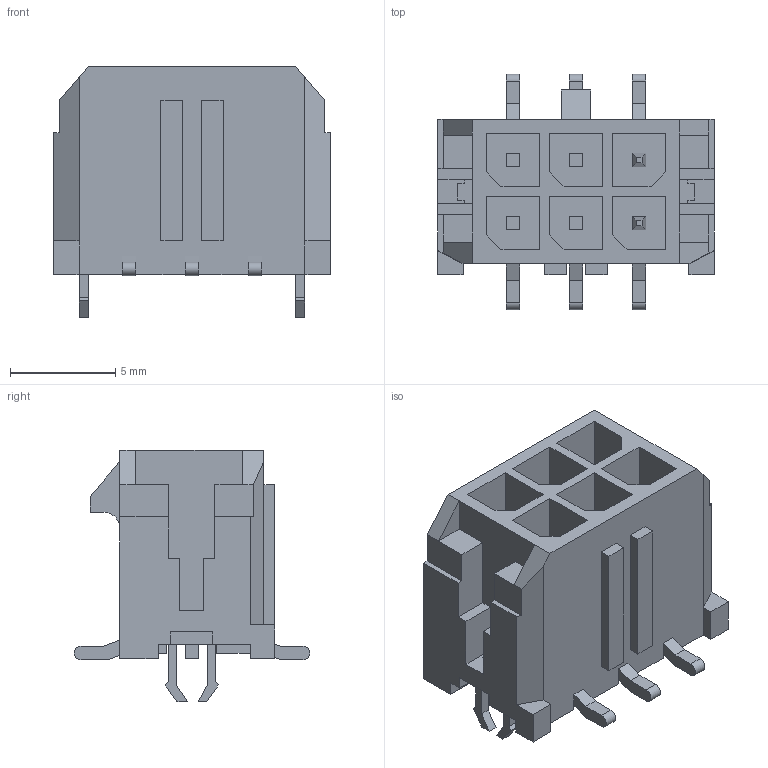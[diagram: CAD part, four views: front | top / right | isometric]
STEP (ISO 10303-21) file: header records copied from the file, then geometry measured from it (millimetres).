
FILE_DESCRIPTION((''),'2;1');
FILE_NAME('430450615','2020-04-17T',('gga'),(''),'PRO/ENGINEER BY PARAMETRIC TECHNOLOGY CORPORATION, 2016010','PRO/ENGINEER BY PARAMETRIC TECHNOLOGY CORPORATION, 2016010','');
FILE_SCHEMA(('CONFIG_CONTROL_DESIGN'));
Length unit declared in the file: millimetre
Products named in the file (1): 430450615
Bounding box: 13.15 x 11.2 x 11.96 mm (x, y, z)
Volume: 556.8 mm3; surface area: 1167.8 mm2
Topology: 1 solids, 1 shells, 326 faces, 874 edges, 571 vertices
Faces by surface type: plane 319, cylinder 7
Entity records: 9871 total; most frequent: CARTESIAN_POINT 1733, ORIENTED_EDGE 1674, DIRECTION 1546, VECTOR 856, LINE 856, EDGE_CURVE 837, VERTEX_POINT 532, AXIS2_PLACEMENT_3D 345
